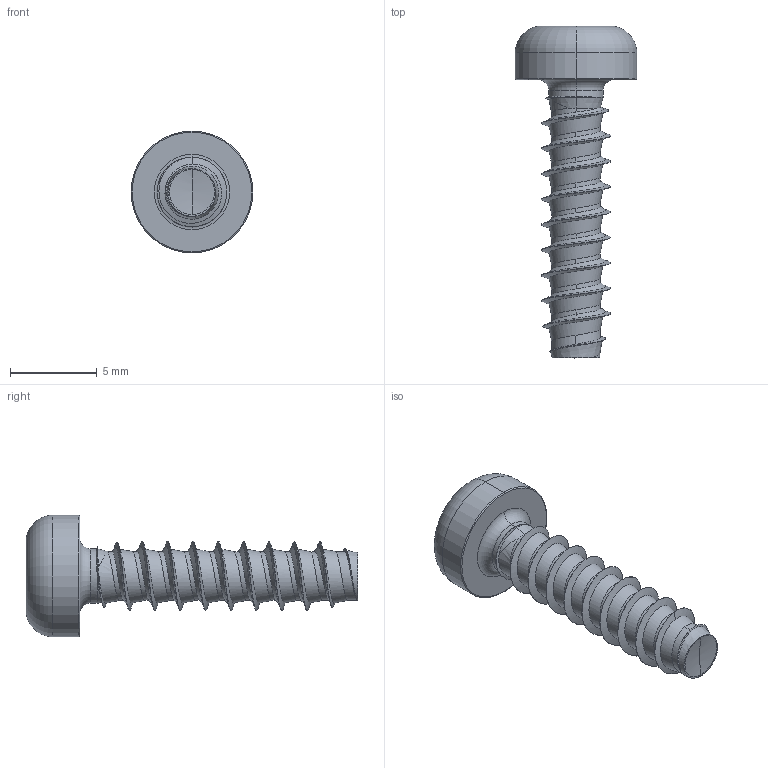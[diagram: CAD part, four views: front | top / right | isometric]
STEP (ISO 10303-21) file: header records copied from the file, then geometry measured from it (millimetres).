
FILE_DESCRIPTION (( 'STEP AP203' ), '1' );
FILE_NAME ('STP420400160.STEP', '2017-08-16T14:59:12', ( '' ), ( '' ), 'SwSTEP 2.0', 'SolidWorks 2015', '' );
FILE_SCHEMA (( 'CONFIG_CONTROL_DESIGN' ));
Length unit declared in the file: millimetre
Products named in the file (1): STP420400160
Bounding box: 7 x 19.09 x 7 mm (x, y, z)
Volume: 210.2 mm3; surface area: 385.3 mm2
Topology: 1 solids, 1 shells, 108 faces, 264 edges, 160 vertices
Faces by surface type: cylinder 47, bspline 35, cone 11, torus 10, plane 3, sphere 2
Entity records: 21834 total; most frequent: CARTESIAN_POINT 19590, ORIENTED_EDGE 528, DIRECTION 350, EDGE_CURVE 264, VERTEX_POINT 160, AXIS2_PLACEMENT_3D 144, B_SPLINE_CURVE_WITH_KNOTS 112, EDGE_LOOP 110
